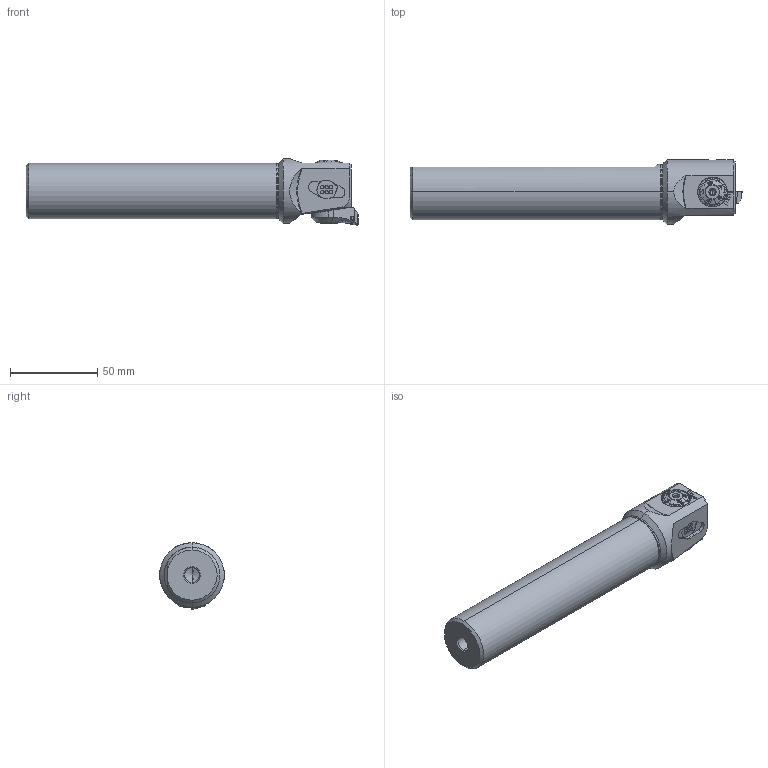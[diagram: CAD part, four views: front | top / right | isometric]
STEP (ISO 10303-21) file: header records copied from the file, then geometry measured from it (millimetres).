
FILE_DESCRIPTION (( 'STEP AP203' ), '1' );
FILE_NAME ('W31.F32.040.190-D.STEP', '2024-08-15T14:56:14', ( '' ), ( '' ), 'SwSTEP 2.0', 'SolidWorks 2022', '' );
FILE_SCHEMA (( 'CONFIG_CONTROL_DESIGN' ));
Length unit declared in the file: millimetre
Products named in the file (21): F32-WCA.001.007; ISO 4026 - M6 x 8; PEE-DA3.011.026_A; F32-BG1.DA3.017_B_Aktuell 0.6.2014-Mx1.3; WCA-ER2.001.006_A; Klebstoff D6; F32-BG2.017.004_A; F32-BG1.DA4.017_Standart; DIN 3771 - 15x1.0; CCMT060204; F32-BG1.010.006_A; W31.F32.040.190-D; F32-BG2.014.012_A; F32-WCA.001.007_C_fertigbearbeitet; F32-BG3.006.026_A; DIN 7984 - M6 x 10; F32-BG2.009.012_A; W31-F32.DA3.190_A_bohrungen gefüllt; T7 M2.5 x 6; F32-BG2.017.003_A; Fxx-MAB.xxx.xxx_A_F32x1.3
Assembly tree (20 placements, depth 3):
  W31.F32.040.190-D
    W31-F32.DA3.190_A_bohrungen gefüllt
    F32-BG1.DA4.017_Standart
      F32-BG1.DA3.017_B_Aktuell 0.6.2014-Mx1.3
      F32-BG2.014.012_A
      F32-BG2.017.003_A
      F32-BG2.017.004_A
      F32-BG2.009.012_A
      F32-BG1.010.006_A
      Fxx-MAB.xxx.xxx_A_F32x1.3
      DIN 3771 - 15x1.0
    Klebstoff D6
    T7 M2.5 x 6
    ISO 4026 - M6 x 8
    F32-BG3.006.026_A
    PEE-DA3.011.026_A
    DIN 7984 - M6 x 10
    F32-WCA.001.007
      F32-WCA.001.007_C_fertigbearbeitet
      CCMT060204
      WCA-ER2.001.006_A
Bounding box: 190 x 37 x 38.1 mm (x, y, z)
Volume: 139444 mm3; surface area: 35218 mm2
Topology: 18 solids, 18 shells, 927 faces, 2382 edges, 1501 vertices
Faces by surface type: plane 440, cone 197, cylinder 183, torus 58, bspline 47, sphere 2
Entity records: 33220 total; most frequent: CARTESIAN_POINT 9416, ORIENTED_EDGE 4716, DIRECTION 4200, EDGE_CURVE 2358, AXIS2_PLACEMENT_3D 1563, VERTEX_POINT 1501, LINE 1074, VECTOR 1074
